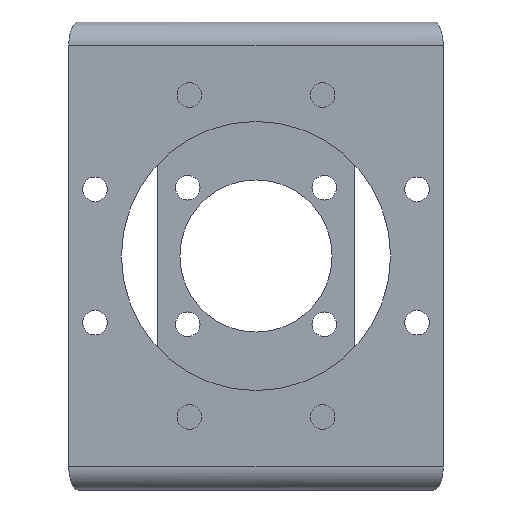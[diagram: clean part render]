
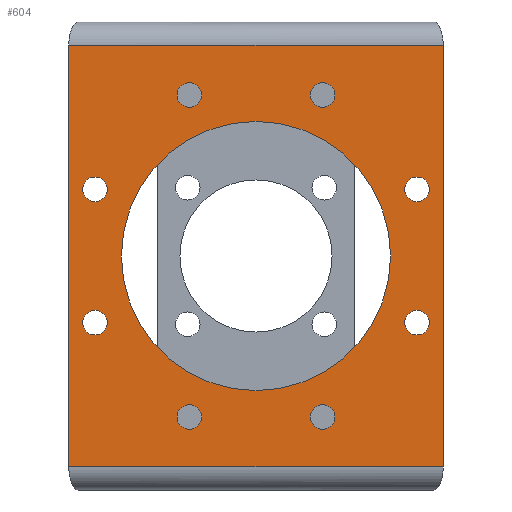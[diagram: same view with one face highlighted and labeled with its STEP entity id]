
A CAD part, front view. The second image highlights one B-rep face of the part: STEP entity #604.
In plain terms, the highlighted planar face has unit normal (0, -1, 0).
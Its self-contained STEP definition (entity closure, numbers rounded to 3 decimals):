
#25=CIRCLE('',#659,10.5);
#26=CIRCLE('',#660,10.5);
#27=CIRCLE('',#661,10.5);
#28=CIRCLE('',#662,10.5);
#29=CIRCLE('',#663,10.5);
#30=CIRCLE('',#664,10.5);
#31=CIRCLE('',#665,10.5);
#32=CIRCLE('',#666,10.5);
#33=CIRCLE('',#667,115.);
#50=PLANE('',#658);
#95=ORIENTED_EDGE('',*,*,#244,.T.);
#96=ORIENTED_EDGE('',*,*,#245,.T.);
#97=ORIENTED_EDGE('',*,*,#246,.T.);
#98=ORIENTED_EDGE('',*,*,#247,.T.);
#99=ORIENTED_EDGE('',*,*,#248,.T.);
#100=ORIENTED_EDGE('',*,*,#249,.T.);
#101=ORIENTED_EDGE('',*,*,#250,.T.);
#102=ORIENTED_EDGE('',*,*,#251,.T.);
#103=ORIENTED_EDGE('',*,*,#252,.F.);
#104=ORIENTED_EDGE('',*,*,#253,.T.);
#105=ORIENTED_EDGE('',*,*,#254,.F.);
#106=ORIENTED_EDGE('',*,*,#255,.F.);
#107=ORIENTED_EDGE('',*,*,#256,.T.);
#244=EDGE_CURVE('',#317,#317,#25,.T.);
#245=EDGE_CURVE('',#318,#318,#26,.T.);
#246=EDGE_CURVE('',#319,#319,#27,.T.);
#247=EDGE_CURVE('',#320,#320,#28,.T.);
#248=EDGE_CURVE('',#321,#321,#29,.T.);
#249=EDGE_CURVE('',#322,#322,#30,.T.);
#250=EDGE_CURVE('',#323,#323,#31,.T.);
#251=EDGE_CURVE('',#324,#324,#32,.T.);
#252=EDGE_CURVE('',#325,#325,#33,.T.);
#253=EDGE_CURVE('',#326,#327,#371,.T.);
#254=EDGE_CURVE('',#328,#327,#372,.T.);
#255=EDGE_CURVE('',#329,#328,#373,.T.);
#256=EDGE_CURVE('',#329,#326,#374,.T.);
#317=VERTEX_POINT('',#947);
#318=VERTEX_POINT('',#949);
#319=VERTEX_POINT('',#951);
#320=VERTEX_POINT('',#953);
#321=VERTEX_POINT('',#955);
#322=VERTEX_POINT('',#957);
#323=VERTEX_POINT('',#959);
#324=VERTEX_POINT('',#961);
#325=VERTEX_POINT('',#963);
#326=VERTEX_POINT('',#965);
#327=VERTEX_POINT('',#966);
#328=VERTEX_POINT('',#968);
#329=VERTEX_POINT('',#970);
#371=LINE('',#964,#403);
#372=LINE('',#967,#404);
#373=LINE('',#969,#405);
#374=LINE('',#971,#406);
#403=VECTOR('',#778,1000.);
#404=VECTOR('',#779,1000.);
#405=VECTOR('',#780,1000.);
#406=VECTOR('',#781,1000.);
#435=EDGE_LOOP('',(#95));
#436=EDGE_LOOP('',(#96));
#437=EDGE_LOOP('',(#97));
#438=EDGE_LOOP('',(#98));
#439=EDGE_LOOP('',(#99));
#440=EDGE_LOOP('',(#100));
#441=EDGE_LOOP('',(#101));
#442=EDGE_LOOP('',(#102));
#443=EDGE_LOOP('',(#103));
#444=EDGE_LOOP('',(#104,#105,#106,#107));
#511=FACE_BOUND('',#435,.T.);
#512=FACE_BOUND('',#436,.T.);
#513=FACE_BOUND('',#437,.T.);
#514=FACE_BOUND('',#438,.T.);
#515=FACE_BOUND('',#439,.T.);
#516=FACE_BOUND('',#440,.T.);
#517=FACE_BOUND('',#441,.T.);
#518=FACE_BOUND('',#442,.T.);
#519=FACE_BOUND('',#443,.T.);
#520=FACE_BOUND('',#444,.T.);
#604=ADVANCED_FACE('',(#511,#512,#513,#514,#515,#516,#517,#518,#519,#520),
#50,.F.);
#658=AXIS2_PLACEMENT_3D('',#945,#758,#759);
#659=AXIS2_PLACEMENT_3D('',#946,#760,#761);
#660=AXIS2_PLACEMENT_3D('',#948,#762,#763);
#661=AXIS2_PLACEMENT_3D('',#950,#764,#765);
#662=AXIS2_PLACEMENT_3D('',#952,#766,#767);
#663=AXIS2_PLACEMENT_3D('',#954,#768,#769);
#664=AXIS2_PLACEMENT_3D('',#956,#770,#771);
#665=AXIS2_PLACEMENT_3D('',#958,#772,#773);
#666=AXIS2_PLACEMENT_3D('',#960,#774,#775);
#667=AXIS2_PLACEMENT_3D('',#962,#776,#777);
#758=DIRECTION('',(0.,1.,0.));
#759=DIRECTION('',(0.,0.,1.));
#760=DIRECTION('',(0.,1.,0.));
#761=DIRECTION('',(1.,0.,0.));
#762=DIRECTION('',(0.,1.,0.));
#763=DIRECTION('',(1.,0.,0.));
#764=DIRECTION('',(0.,1.,0.));
#765=DIRECTION('',(1.,0.,0.));
#766=DIRECTION('',(0.,1.,0.));
#767=DIRECTION('',(1.,0.,0.));
#768=DIRECTION('',(0.,1.,0.));
#769=DIRECTION('',(1.,0.,0.));
#770=DIRECTION('',(0.,1.,0.));
#771=DIRECTION('',(1.,0.,0.));
#772=DIRECTION('',(0.,1.,0.));
#773=DIRECTION('',(1.,0.,0.));
#774=DIRECTION('',(0.,1.,0.));
#775=DIRECTION('',(1.,0.,0.));
#776=DIRECTION('',(0.,-1.,0.));
#777=DIRECTION('',(0.,0.,-1.));
#778=DIRECTION('',(0.,0.,-1.));
#779=DIRECTION('',(-1.,0.,0.));
#780=DIRECTION('',(0.,0.,-1.));
#781=DIRECTION('',(-1.,0.,0.));
#945=CARTESIAN_POINT('',(160.,0.,180.));
#946=CARTESIAN_POINT('',(137.658,0.,57.02));
#947=CARTESIAN_POINT('',(148.158,0.,57.02));
#948=CARTESIAN_POINT('',(57.02,0.,137.658));
#949=CARTESIAN_POINT('',(67.52,0.,137.658));
#950=CARTESIAN_POINT('',(-57.02,0.,137.658));
#951=CARTESIAN_POINT('',(-46.52,0.,137.658));
#952=CARTESIAN_POINT('',(-137.658,0.,57.02));
#953=CARTESIAN_POINT('',(-127.158,0.,57.02));
#954=CARTESIAN_POINT('',(-137.658,0.,-57.02));
#955=CARTESIAN_POINT('',(-127.158,0.,-57.02));
#956=CARTESIAN_POINT('',(-57.02,0.,-137.658));
#957=CARTESIAN_POINT('',(-46.52,0.,-137.658));
#958=CARTESIAN_POINT('',(57.02,0.,-137.658));
#959=CARTESIAN_POINT('',(67.52,0.,-137.658));
#960=CARTESIAN_POINT('',(137.658,0.,-57.02));
#961=CARTESIAN_POINT('',(148.158,0.,-57.02));
#962=CARTESIAN_POINT('',(0.,0.,0.));
#963=CARTESIAN_POINT('',(0.,0.,-115.));
#964=CARTESIAN_POINT('',(-160.,0.,180.));
#965=CARTESIAN_POINT('',(-160.,0.,180.));
#966=CARTESIAN_POINT('',(-160.,0.,-180.));
#967=CARTESIAN_POINT('',(160.,0.,-180.));
#968=CARTESIAN_POINT('',(160.,0.,-180.));
#969=CARTESIAN_POINT('',(160.,0.,180.));
#970=CARTESIAN_POINT('',(160.,0.,180.));
#971=CARTESIAN_POINT('',(160.,0.,180.));
